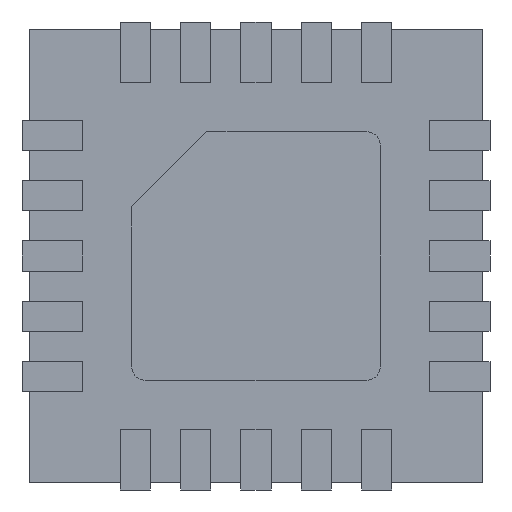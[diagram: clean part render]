
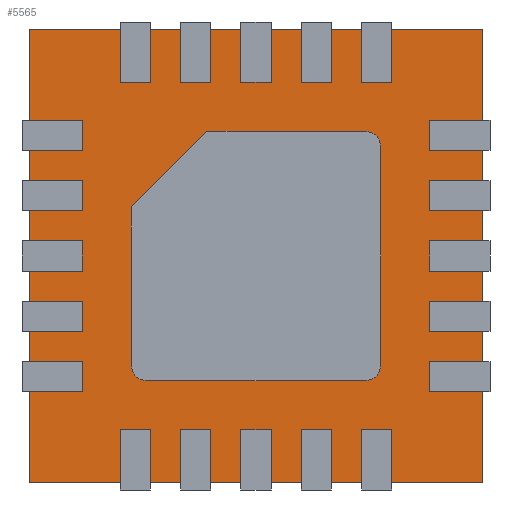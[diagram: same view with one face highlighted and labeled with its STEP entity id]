
A CAD part, front view. The second image highlights one B-rep face of the part: STEP entity #5565.
In plain terms, the highlighted planar face has unit normal (0, -1, 0).
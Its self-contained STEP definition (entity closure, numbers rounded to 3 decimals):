
#5408 = CARTESIAN_POINT ( 'NONE',  ( -1.5, 0.05, -1.5 ) ) ;
#5409 = VERTEX_POINT ( 'NONE', #5408 ) ;
#5410 = CARTESIAN_POINT ( 'NONE',  ( -1.5, 0.05, 1.5 ) ) ;
#5411 = VERTEX_POINT ( 'NONE', #5410 ) ;
#5412 = CARTESIAN_POINT ( 'NONE',  ( -1.5, 0.05, 1.5 ) ) ;
#5413 = DIRECTION ( 'NONE',  ( 0., 0., 1. ) ) ;
#5414 = VECTOR ( 'NONE', #5413, 1000. ) ;
#5415 = LINE ( 'NONE', #5412, #5414 ) ;
#5416 = EDGE_CURVE ( 'NONE', #5409, #5411, #5415, .T. ) ;
#5448 = CARTESIAN_POINT ( 'NONE',  ( 1.5, 0.05, 1.5 ) ) ;
#5449 = VERTEX_POINT ( 'NONE', #5448 ) ;
#5450 = CARTESIAN_POINT ( 'NONE',  ( 1.5, 0.05, 1.5 ) ) ;
#5451 = DIRECTION ( 'NONE',  ( 1., 0., 0. ) ) ;
#5452 = VECTOR ( 'NONE', #5451, 1000. ) ;
#5453 = LINE ( 'NONE', #5450, #5452 ) ;
#5454 = EDGE_CURVE ( 'NONE', #5411, #5449, #5453, .T. ) ;
#5479 = CARTESIAN_POINT ( 'NONE',  ( 1.5, 0.05, -1.5 ) ) ;
#5480 = VERTEX_POINT ( 'NONE', #5479 ) ;
#5481 = CARTESIAN_POINT ( 'NONE',  ( 1.5, 0.05, 1.5 ) ) ;
#5482 = DIRECTION ( 'NONE',  ( 0., 0., -1. ) ) ;
#5483 = VECTOR ( 'NONE', #5482, 1000. ) ;
#5484 = LINE ( 'NONE', #5481, #5483 ) ;
#5485 = EDGE_CURVE ( 'NONE', #5449, #5480, #5484, .T. ) ;
#5510 = CARTESIAN_POINT ( 'NONE',  ( 1.5, 0.05, -1.5 ) ) ;
#5511 = DIRECTION ( 'NONE',  ( -1., 0., 0. ) ) ;
#5512 = VECTOR ( 'NONE', #5511, 1000. ) ;
#5513 = LINE ( 'NONE', #5510, #5512 ) ;
#5514 = EDGE_CURVE ( 'NONE', #5480, #5409, #5513, .T. ) ;
#5554 = ORIENTED_EDGE ( 'NONE', *, *, #5416, .F. ) ;
#5555 = ORIENTED_EDGE ( 'NONE', *, *, #5514, .F. ) ;
#5556 = ORIENTED_EDGE ( 'NONE', *, *, #5485, .F. ) ;
#5557 = ORIENTED_EDGE ( 'NONE', *, *, #5454, .F. ) ;
#5558 = EDGE_LOOP ( 'NONE', ( #5554, #5555, #5556, #5557 ) ) ;
#5559 = FACE_OUTER_BOUND ( 'NONE', #5558, .T. ) ;
#5560 = CARTESIAN_POINT ( 'NONE',  ( 0., 0.05, 0. ) ) ;
#5561 = DIRECTION ( 'NONE',  ( 0., 1., 0. ) ) ;
#5562 = DIRECTION ( 'NONE',  ( 0., 0., 1. ) ) ;
#5563 = AXIS2_PLACEMENT_3D ( 'NONE', #5560, #5561, #5562 ) ;
#5564 = PLANE ( 'NONE', #5563 ) ;
#5565 = ADVANCED_FACE ( 'NONE', ( #5559 ), #5564, .F. ) ;
